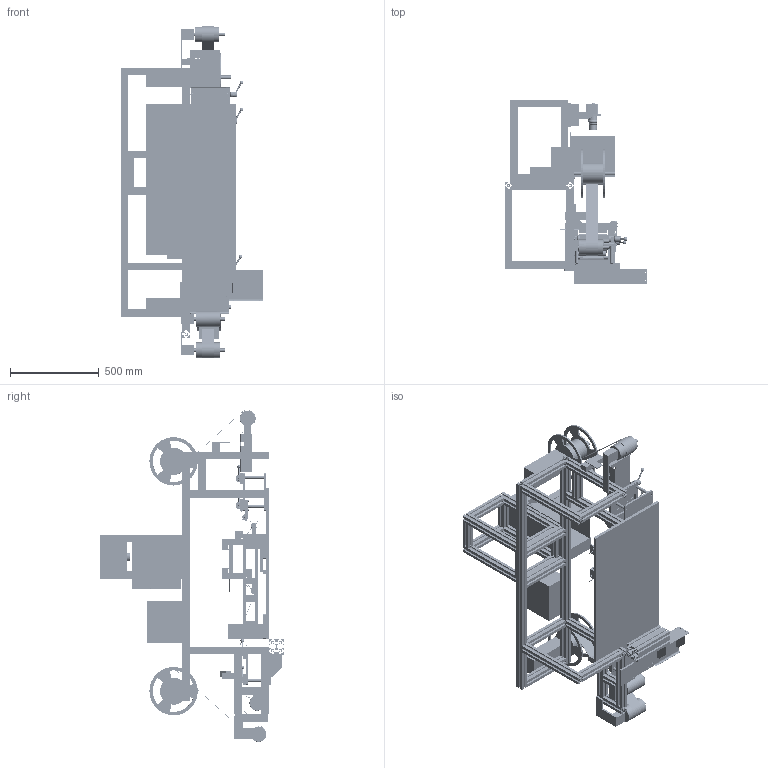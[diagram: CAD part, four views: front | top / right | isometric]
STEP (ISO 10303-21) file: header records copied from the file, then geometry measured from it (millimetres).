
FILE_DESCRIPTION(('FreeCAD Model'),'2;1');
FILE_NAME('Open CASCADE Shape Model','2025-05-09T08:35:25',('FreeCAD'),( 'FreeCAD'),'Open CASCADE STEP processor 7.6','FreeCAD','Unknown');
FILE_SCHEMA(('AUTOMOTIVE_DESIGN { 1 0 10303 214 1 1 1 1 }'));
Products named in the file (1): Open CASCADE STEP translator 7.6 1
Bounding box: 804.43 x 1040.1 x 1872.64 mm (x, y, z)
Volume: 56884948.9 mm3; surface area: 12314565.3 mm2
Topology: 291 solids, 291 shells, 9521 faces, 23629 edges, 14996 vertices
Faces by surface type: bspline 9521
Entity records: 293887 total; most frequent: CARTESIAN_POINT 155119, ORIENTED_EDGE 46474, EDGE_CURVE 23237, B_SPLINE_CURVE_WITH_KNOTS 16354, VERTEX_POINT 14970, FACE_BOUND 11015, EDGE_LOOP 11015, ADVANCED_FACE 9521
